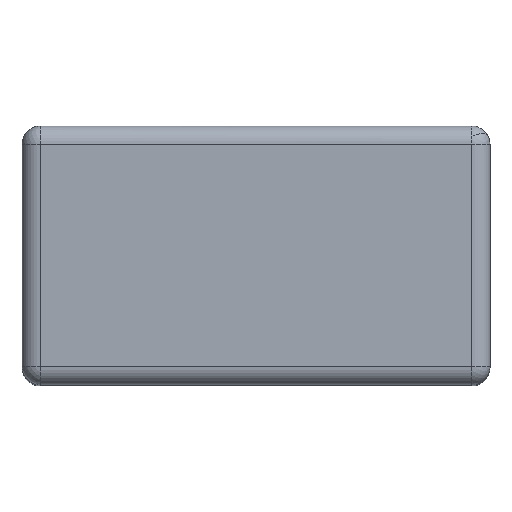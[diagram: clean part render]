
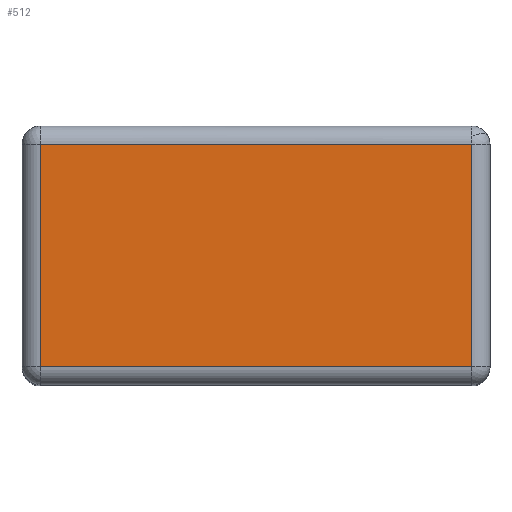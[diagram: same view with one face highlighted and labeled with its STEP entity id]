
A CAD part, top view. The second image highlights one B-rep face of the part: STEP entity #512.
In plain terms, the highlighted free-form (B-spline) face has degree [1, 1] with [2, 2] control points.
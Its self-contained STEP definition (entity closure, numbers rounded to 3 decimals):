
#115=CARTESIAN_POINT('',(4.75,2.45,12.5));
#116=VERTEX_POINT('',#115);
#151=CARTESIAN_POINT('',(4.75,-2.45,12.5));
#152=VERTEX_POINT('',#151);
#195=CARTESIAN_POINT('',(-4.75,2.45,12.5));
#196=VERTEX_POINT('',#195);
#221=CARTESIAN_POINT('',(-4.75,-2.45,12.5));
#222=VERTEX_POINT('',#221);
#262=CARTESIAN_POINT('',(-4.75,-2.45,12.5));
#263=DIRECTION('',(0.0,1.0,0.0));
#264=VECTOR('',#263,4.9);
#265=LINE('',#262,#264);
#266=EDGE_CURVE('',#222,#196,#265,.T.);
#284=CARTESIAN_POINT('',(4.75,-2.45,12.5));
#285=DIRECTION('',(-1.0,0.0,0.0));
#286=VECTOR('',#285,9.5);
#287=LINE('',#284,#286);
#288=EDGE_CURVE('',#152,#222,#287,.T.);
#339=CARTESIAN_POINT('',(-4.75,2.45,12.5));
#340=DIRECTION('',(1.0,0.0,0.0));
#341=VECTOR('',#340,9.5);
#342=LINE('',#339,#341);
#343=EDGE_CURVE('',#196,#116,#342,.T.);
#393=CARTESIAN_POINT('',(4.75,2.45,12.5));
#394=DIRECTION('',(0.0,-1.0,0.0));
#395=VECTOR('',#394,4.9);
#396=LINE('',#393,#395);
#397=EDGE_CURVE('',#116,#152,#396,.T.);
#501=CARTESIAN_POINT('',(-4.75,-2.45,12.5));
#502=CARTESIAN_POINT('',(4.75,-2.45,12.5));
#503=CARTESIAN_POINT('',(-4.75,2.45,12.5));
#504=CARTESIAN_POINT('',(4.75,2.45,12.5));
#505=B_SPLINE_SURFACE_WITH_KNOTS('',1,1,((#501,#503),(#502,#504)),.UNSPECIFIED.,.F.,.F.,.U.,(2,2),(2,2),(0.0,9.5),(0.0,4.9),.UNSPECIFIED.);
#506=ORIENTED_EDGE('',*,*,#266,.F.);
#507=ORIENTED_EDGE('',*,*,#288,.F.);
#508=ORIENTED_EDGE('',*,*,#397,.F.);
#509=ORIENTED_EDGE('',*,*,#343,.F.);
#510=EDGE_LOOP('',(#506,#507,#508,#509));
#511=FACE_OUTER_BOUND('',#510,.T.);
#512=ADVANCED_FACE('',(#511),#505,.T.);
